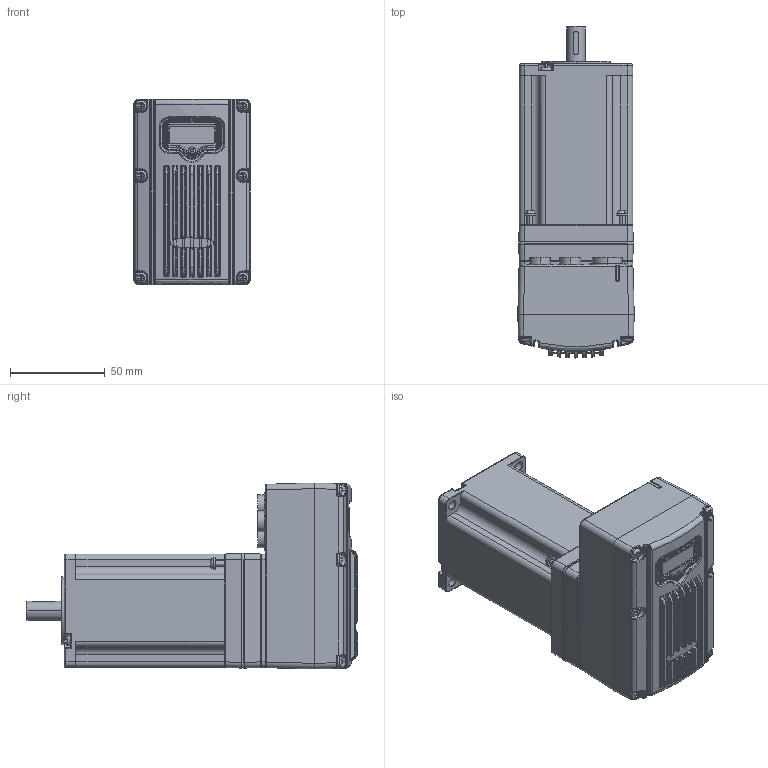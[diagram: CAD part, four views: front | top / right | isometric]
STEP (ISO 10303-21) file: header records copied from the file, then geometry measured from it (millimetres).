
FILE_DESCRIPTION (( 'STEP AP203' ), '1' );
FILE_NAME ('Ezi-SERVO-ABS-ALL-60L-85-Assembly.STEP', '2013-12-03T03:05:04', ( '' ), ( '' ), 'SwSTEP 2.0', 'SolidWorks 2012', '' );
FILE_SCHEMA (( 'CONFIG_CONTROL_DESIGN' ));
Products named in the file (40): Ezi-SERVO-ABS-ALL-60L-85-Assembly; ____56; ____54; Ezi-SERVO PR ALL60.1__M3 Encoder Mtg.2; Ezi-SERVO PR ALL60.1__M3 Encoder Mtg.1; Ezi-SERVO PR ALL60.1__M3 Machine Screw D-Connector Cover Mtg.2; Ezi-SERVO PR ALL60.1__M3 Machine Screw D-Connector Cover Mtg.1; Ezi-SERVO PR ALL60.1__M3 Machine Screw C-Encoder Mtg.4; Ezi-SERVO PR ALL60.1__M3 Machine Screw C-Encoder Mtg.3; Ezi-SERVO PR ALL60.1__M3 Machine Screw C-Encoder Mtg.2; Ezi-SERVO PR ALL60.1__M3 Machine Screw C-Encoder Mtg.1; Ezi-SERVO PR ALL60.1__M3 Machine Screw B-Motor Mtg.4; Ezi-SERVO PR ALL60.1__M3 Machine Screw B-Motor Mtg.3; Ezi-SERVO PR ALL60.1__M3 Machine Screw B-Motor Mtg.2; Ezi-SERVO PR ALL60.1__M3 Machine Screw B-Motor Mtg.1; Ezi-SERVO PR ALL60.1__M3 Machine Screw A.2; Ezi-SERVO PR ALL60.1__M3 Machine Screw A.1; Ezi-SERVO PR ALL60.1__Window; Ezi-SERVO PR ALL60.1__Display Cover; Ezi-SERVO PR ALL60.1__Connector Parts.4; Ezi-SERVO PR ALL60.1__Connector Parts.3; Ezi-SERVO PR ALL60.1__Connector Parts.2; Ezi-SERVO PR ALL60.1__Connector Parts.1; Ezi-SERVO PR ALL60.1__Control Pcb Parts; Ezi-SERVO PR ALL60.1__Control Pcb; Ezi-SERVO PR ALL60.1__Power Pcb Parts; Ezi-SERVO PR ALL60.1__Power Pcb; Ezi-SERVO PR ALL60.1__O-Ring Connector.4; Ezi-SERVO PR ALL60.1__O-Ring Connector.3; Ezi-SERVO PR ALL60.1__O-Ring Connector.2; Ezi-SERVO PR ALL60.1__O-Ring Connector.1; Ezi-SERVO PR ALL60.1__O Ring Encoder Cover; Ezi-SERVO PR ALL60.1__Gasket RR Case; Ezi-SERVO PR ALL60.1__O Ring Front Case; Ezi-SERVO PR ALL60.1__Encoder Cover; Ezi-SERVO PR ALL60.1__Name Plate; Ezi-SERVO PR ALL60.1__Case RR; Ezi-SERVO PR ALL60.1__Case FRT; ____68; F209
Assembly tree (39 placements, depth 4):
  Ezi-SERVO-ABS-ALL-60L-85-Assembly
    ____68
      F209
    ____56
      ____54
        Ezi-SERVO PR ALL60.1__Case FRT
        Ezi-SERVO PR ALL60.1__Case RR
        Ezi-SERVO PR ALL60.1__Name Plate
        Ezi-SERVO PR ALL60.1__Encoder Cover
        Ezi-SERVO PR ALL60.1__O Ring Front Case
        Ezi-SERVO PR ALL60.1__Gasket RR Case
        Ezi-SERVO PR ALL60.1__O Ring Encoder Cover
        Ezi-SERVO PR ALL60.1__O-Ring Connector.1
        Ezi-SERVO PR ALL60.1__O-Ring Connector.2
        Ezi-SERVO PR ALL60.1__O-Ring Connector.3
        Ezi-SERVO PR ALL60.1__O-Ring Connector.4
        Ezi-SERVO PR ALL60.1__Power Pcb
        Ezi-SERVO PR ALL60.1__Power Pcb Parts
        Ezi-SERVO PR ALL60.1__Control Pcb
        Ezi-SERVO PR ALL60.1__Control Pcb Parts
        Ezi-SERVO PR ALL60.1__Connector Parts.1
        Ezi-SERVO PR ALL60.1__Connector Parts.2
        Ezi-SERVO PR ALL60.1__Connector Parts.3
        Ezi-SERVO PR ALL60.1__Connector Parts.4
        Ezi-SERVO PR ALL60.1__Display Cover
        Ezi-SERVO PR ALL60.1__Window
        Ezi-SERVO PR ALL60.1__M3 Machine Screw A.1
        Ezi-SERVO PR ALL60.1__M3 Machine Screw A.2
        Ezi-SERVO PR ALL60.1__M3 Machine Screw B-Motor Mtg.1
        Ezi-SERVO PR ALL60.1__M3 Machine Screw B-Motor Mtg.2
        Ezi-SERVO PR ALL60.1__M3 Machine Screw B-Motor Mtg.3
        Ezi-SERVO PR ALL60.1__M3 Machine Screw B-Motor Mtg.4
        Ezi-SERVO PR ALL60.1__M3 Machine Screw C-Encoder Mtg.1
        Ezi-SERVO PR ALL60.1__M3 Machine Screw C-Encoder Mtg.2
        Ezi-SERVO PR ALL60.1__M3 Machine Screw C-Encoder Mtg.3
        Ezi-SERVO PR ALL60.1__M3 Machine Screw C-Encoder Mtg.4
        Ezi-SERVO PR ALL60.1__M3 Machine Screw D-Connector Cover Mtg.1
        Ezi-SERVO PR ALL60.1__M3 Machine Screw D-Connector Cover Mtg.2
        Ezi-SERVO PR ALL60.1__M3 Encoder Mtg.1
        Ezi-SERVO PR ALL60.1__M3 Encoder Mtg.2
Bounding box: 61.6 x 175.6 x 98.4 mm (x, y, z)
Volume: 427737.5 mm3; surface area: 137993 mm2
Topology: 36 solids, 36 shells, 2796 faces, 6634 edges, 3982 vertices
Faces by surface type: cylinder 986, bspline 892, plane 729, cone 189
Entity records: 136534 total; most frequent: CARTESIAN_POINT 74178, ORIENTED_EDGE 13200, DIRECTION 10441, EDGE_CURVE 6600, AXIS2_PLACEMENT_3D 4088, VERTEX_POINT 3982, EDGE_LOOP 3014, FACE_OUTER_BOUND 2796
